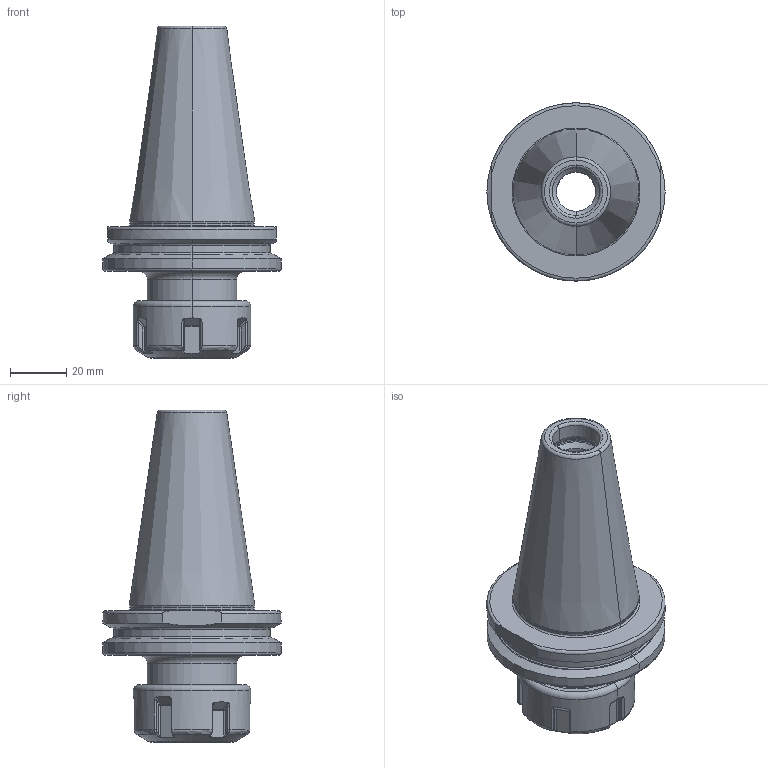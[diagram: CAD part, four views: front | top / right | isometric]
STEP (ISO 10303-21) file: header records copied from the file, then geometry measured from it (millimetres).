
FILE_DESCRIPTION((''),'2;1');
FILE_NAME('402_62_16','2020-09-15T',('104091'),(''),'CREO PARAMETRIC BY PTC INC, 2016260','CREO PARAMETRIC BY PTC INC, 2016260','');
FILE_SCHEMA(('CONFIG_CONTROL_DESIGN'));
Length unit declared in the file: millimetre
Products named in the file (1): 402_62_16
Bounding box: 63.55 x 63.55 x 118.4 mm (x, y, z)
Volume: 121134.2 mm3; surface area: 28165.6 mm2
Topology: 1 solids, 1 shells, 246 faces, 576 edges, 340 vertices
Faces by surface type: bspline 60, cylinder 58, plane 50, torus 46, cone 20, sphere 12
Entity records: 9712 total; most frequent: CARTESIAN_POINT 4441, ORIENTED_EDGE 1152, DIRECTION 988, EDGE_CURVE 576, AXIS2_PLACEMENT_3D 395, VERTEX_POINT 340, EDGE_LOOP 256, FACE_OUTER_BOUND 246
